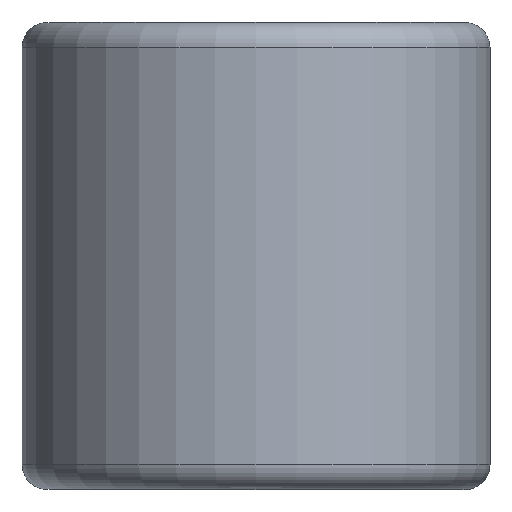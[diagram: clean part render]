
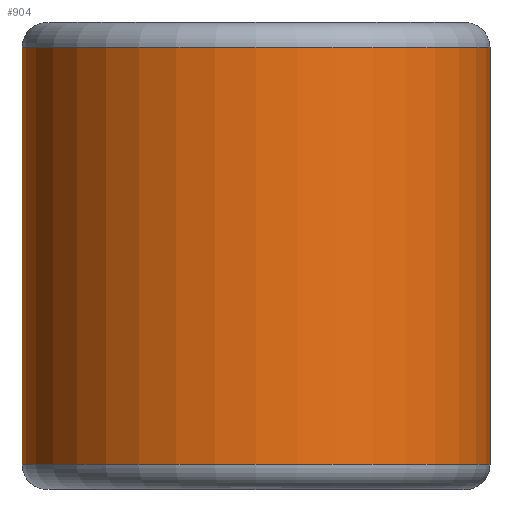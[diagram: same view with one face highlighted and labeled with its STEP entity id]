
A CAD part, top view. The second image highlights one B-rep face of the part: STEP entity #904.
In plain terms, the highlighted cylindrical face has radius 7.163 mm (diameter 14.326 mm), a partial arc.
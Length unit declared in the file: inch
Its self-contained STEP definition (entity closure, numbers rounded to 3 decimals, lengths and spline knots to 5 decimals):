
#1 = DIRECTION ( 'NONE',  ( 0., 1., 0. ) ) ;
#18 = AXIS2_PLACEMENT_3D ( 'NONE', #1364, #223, #1550 ) ;
#112 = DIRECTION ( 'NONE',  ( 0., 0., -1. ) ) ;
#193 = LINE ( 'NONE', #418, #633 ) ;
#195 = CARTESIAN_POINT ( 'NONE',  ( 0.282, 0.25125, 0. ) ) ;
#207 = VERTEX_POINT ( 'NONE', #885 ) ;
#223 = DIRECTION ( 'NONE',  ( 0., -1., 0. ) ) ;
#418 = CARTESIAN_POINT ( 'NONE',  ( 0., 0.25125, -0.282 ) ) ;
#468 = CIRCLE ( 'NONE', #612, 0.282 ) ;
#577 = FACE_OUTER_BOUND ( 'NONE', #2045, .T. ) ;
#612 = AXIS2_PLACEMENT_3D ( 'NONE', #1706, #1609, #1725 ) ;
#633 = VECTOR ( 'NONE', #1559, 39.37008 ) ;
#687 = ORIENTED_EDGE ( 'NONE', *, *, #2157, .T. ) ;
#698 = CIRCLE ( 'NONE', #18, 0.282 ) ;
#700 = EDGE_CURVE ( 'NONE', #2160, #1302, #468, .T. ) ;
#885 = CARTESIAN_POINT ( 'NONE',  ( 0., -0.25125, -0.282 ) ) ;
#904 = ADVANCED_FACE ( 'NONE', ( #577 ), #2256, .T. ) ;
#945 = CARTESIAN_POINT ( 'NONE',  ( 0.282, 0.25125, 0. ) ) ;
#1032 = CARTESIAN_POINT ( 'NONE',  ( 0.282, -0.25125, 0. ) ) ;
#1067 = DIRECTION ( 'NONE',  ( 0., -1., 0. ) ) ;
#1302 = VERTEX_POINT ( 'NONE', #2296 ) ;
#1364 = CARTESIAN_POINT ( 'NONE',  ( 0., -0.25125, 0. ) ) ;
#1439 = CARTESIAN_POINT ( 'NONE',  ( 0., 0.25, 0. ) ) ;
#1541 = VERTEX_POINT ( 'NONE', #1032 ) ;
#1550 = DIRECTION ( 'NONE',  ( 0., 0., -1. ) ) ;
#1559 = DIRECTION ( 'NONE',  ( 0., 1., 0. ) ) ;
#1609 = DIRECTION ( 'NONE',  ( 0., -1., 0. ) ) ;
#1624 = LINE ( 'NONE', #195, #2060 ) ;
#1660 = ORIENTED_EDGE ( 'NONE', *, *, #700, .T. ) ;
#1706 = CARTESIAN_POINT ( 'NONE',  ( 0., 0.25125, 0. ) ) ;
#1725 = DIRECTION ( 'NONE',  ( 0., 0., -1. ) ) ;
#2045 = EDGE_LOOP ( 'NONE', ( #687, #1660, #2446, #2174 ) ) ;
#2060 = VECTOR ( 'NONE', #1, 39.37008 ) ;
#2157 = EDGE_CURVE ( 'NONE', #1541, #2160, #1624, .T. ) ;
#2160 = VERTEX_POINT ( 'NONE', #945 ) ;
#2174 = ORIENTED_EDGE ( 'NONE', *, *, #2268, .F. ) ;
#2236 = AXIS2_PLACEMENT_3D ( 'NONE', #1439, #1067, #112 ) ;
#2256 = CYLINDRICAL_SURFACE ( 'NONE', #2236, 0.282 ) ;
#2268 = EDGE_CURVE ( 'NONE', #1541, #207, #698, .T. ) ;
#2296 = CARTESIAN_POINT ( 'NONE',  ( 0., 0.25125, -0.282 ) ) ;
#2327 = EDGE_CURVE ( 'NONE', #207, #1302, #193, .T. ) ;
#2446 = ORIENTED_EDGE ( 'NONE', *, *, #2327, .F. ) ;
